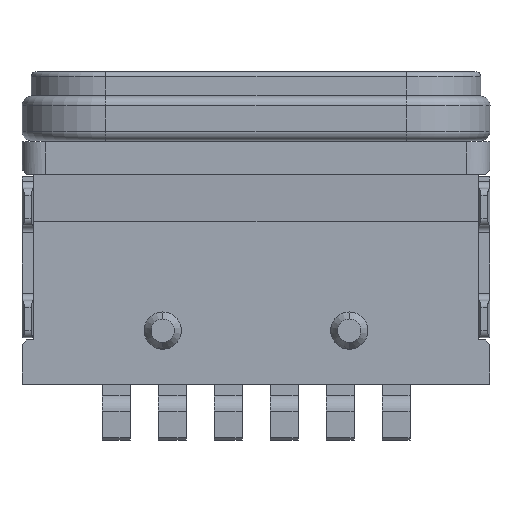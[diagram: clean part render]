
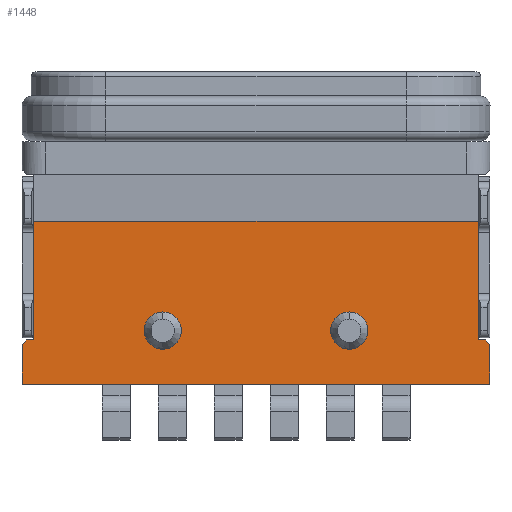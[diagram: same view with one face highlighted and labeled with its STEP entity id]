
A CAD part, front view. The second image highlights one B-rep face of the part: STEP entity #1448.
In plain terms, the highlighted planar face has unit normal (0, -1, 0).
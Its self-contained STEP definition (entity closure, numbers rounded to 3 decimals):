
#1448=ADVANCED_FACE('',(#2447,#2448,#2449),#2046,.F.);
#2046=PLANE('',#15114);
#2447=FACE_BOUND('',#2865,.T.);
#2448=FACE_BOUND('',#2866,.T.);
#2449=FACE_BOUND('',#2867,.T.);
#2865=EDGE_LOOP('',(#5587,#5588,#5589,#5590,#5591,#5592,#5593,#5594,#5595,
#5596,#5597,#5598,#5599,#5600,#5601,#5602,#5603,#5604));
#2866=EDGE_LOOP('',(#5605,#5606));
#2867=EDGE_LOOP('',(#5607,#5608));
#3604=CIRCLE('',#15097,0.4);
#3605=CIRCLE('',#15099,0.4);
#3612=CIRCLE('',#15110,0.4);
#3613=CIRCLE('',#15112,0.4);
#5587=ORIENTED_EDGE('',*,*,#10159,.T.);
#5588=ORIENTED_EDGE('',*,*,#9303,.T.);
#5589=ORIENTED_EDGE('',*,*,#9941,.T.);
#5590=ORIENTED_EDGE('',*,*,#9247,.T.);
#5591=ORIENTED_EDGE('',*,*,#9868,.T.);
#5592=ORIENTED_EDGE('',*,*,#9265,.T.);
#5593=ORIENTED_EDGE('',*,*,#9940,.T.);
#5594=ORIENTED_EDGE('',*,*,#9230,.T.);
#5595=ORIENTED_EDGE('',*,*,#10160,.T.);
#5596=ORIENTED_EDGE('',*,*,#9935,.T.);
#5597=ORIENTED_EDGE('',*,*,#9887,.T.);
#5598=ORIENTED_EDGE('',*,*,#9953,.F.);
#5599=ORIENTED_EDGE('',*,*,#9968,.T.);
#5600=ORIENTED_EDGE('',*,*,#9967,.T.);
#5601=ORIENTED_EDGE('',*,*,#9966,.T.);
#5602=ORIENTED_EDGE('',*,*,#10161,.T.);
#5603=ORIENTED_EDGE('',*,*,#9901,.T.);
#5604=ORIENTED_EDGE('',*,*,#9939,.T.);
#5605=ORIENTED_EDGE('',*,*,#10143,.T.);
#5606=ORIENTED_EDGE('',*,*,#10146,.T.);
#5607=ORIENTED_EDGE('',*,*,#10155,.T.);
#5608=ORIENTED_EDGE('',*,*,#10158,.T.);
#7857=VERTEX_POINT('',#19761);
#7858=VERTEX_POINT('',#19762);
#7874=VERTEX_POINT('',#19796);
#7875=VERTEX_POINT('',#19798);
#7891=VERTEX_POINT('',#19834);
#7892=VERTEX_POINT('',#19835);
#7918=VERTEX_POINT('',#19892);
#7925=VERTEX_POINT('',#19911);
#8307=VERTEX_POINT('',#21206);
#8308=VERTEX_POINT('',#21207);
#8318=VERTEX_POINT('',#21241);
#8319=VERTEX_POINT('',#21242);
#8343=VERTEX_POINT('',#21309);
#8344=VERTEX_POINT('',#21313);
#8351=VERTEX_POINT('',#21343);
#8357=VERTEX_POINT('',#21366);
#8358=VERTEX_POINT('',#21368);
#8359=VERTEX_POINT('',#21370);
#8458=VERTEX_POINT('',#21733);
#8459=VERTEX_POINT('',#21734);
#8466=VERTEX_POINT('',#21758);
#8467=VERTEX_POINT('',#21759);
#9230=EDGE_CURVE('',#7857,#7858,#11247,.T.);
#9247=EDGE_CURVE('',#7875,#7874,#11257,.T.);
#9265=EDGE_CURVE('',#7891,#7892,#11268,.T.);
#9303=EDGE_CURVE('',#7918,#7925,#11296,.T.);
#9868=EDGE_CURVE('',#7874,#7891,#11683,.T.);
#9887=EDGE_CURVE('',#8307,#8308,#11692,.T.);
#9901=EDGE_CURVE('',#8318,#8319,#11699,.T.);
#9935=EDGE_CURVE('',#8343,#8307,#11720,.T.);
#9939=EDGE_CURVE('',#8319,#8344,#11724,.T.);
#9940=EDGE_CURVE('',#7892,#7857,#11725,.T.);
#9941=EDGE_CURVE('',#7925,#7875,#11726,.T.);
#9953=EDGE_CURVE('',#8351,#8308,#11733,.T.);
#9966=EDGE_CURVE('',#8358,#8357,#11744,.T.);
#9967=EDGE_CURVE('',#8359,#8358,#11745,.T.);
#9968=EDGE_CURVE('',#8351,#8359,#11746,.T.);
#10143=EDGE_CURVE('',#8458,#8459,#3604,.T.);
#10146=EDGE_CURVE('',#8459,#8458,#3605,.T.);
#10155=EDGE_CURVE('',#8466,#8467,#3612,.T.);
#10158=EDGE_CURVE('',#8467,#8466,#3613,.T.);
#10159=EDGE_CURVE('',#8344,#7918,#11856,.T.);
#10160=EDGE_CURVE('',#7858,#8343,#11857,.T.);
#10161=EDGE_CURVE('',#8357,#8318,#11858,.T.);
#11247=LINE('',#19760,#12860);
#11257=LINE('',#19797,#12870);
#11268=LINE('',#19833,#12881);
#11296=LINE('',#19910,#12909);
#11683=LINE('',#21160,#13296);
#11692=LINE('',#21205,#13305);
#11699=LINE('',#21240,#13312);
#11720=LINE('',#21308,#13333);
#11724=LINE('',#21314,#13337);
#11725=LINE('',#21316,#13338);
#11726=LINE('',#21318,#13339);
#11733=LINE('',#21342,#13346);
#11744=LINE('',#21367,#13357);
#11745=LINE('',#21369,#13358);
#11746=LINE('',#21371,#13359);
#11856=LINE('',#21765,#13469);
#11857=LINE('',#21766,#13470);
#11858=LINE('',#21767,#13471);
#12860=VECTOR('',#15807,1.);
#12870=VECTOR('',#15835,1.);
#12881=VECTOR('',#15864,1.);
#12909=VECTOR('',#15922,1.);
#13296=VECTOR('',#17027,1.);
#13305=VECTOR('',#17064,1.);
#13312=VECTOR('',#17089,1.);
#13333=VECTOR('',#17154,1.);
#13337=VECTOR('',#17158,1.);
#13338=VECTOR('',#17161,1.);
#13339=VECTOR('',#17164,1.);
#13346=VECTOR('',#17193,1.);
#13357=VECTOR('',#17218,1.);
#13358=VECTOR('',#17219,1.);
#13359=VECTOR('',#17220,1.);
#13469=VECTOR('',#17634,1.);
#13470=VECTOR('',#17635,1.);
#13471=VECTOR('',#17636,1.);
#15097=AXIS2_PLACEMENT_3D('',#21732,#17594,#17595);
#15099=AXIS2_PLACEMENT_3D('',#21738,#17600,#17601);
#15110=AXIS2_PLACEMENT_3D('',#21757,#17624,#17625);
#15112=AXIS2_PLACEMENT_3D('',#21763,#17630,#17631);
#15114=AXIS2_PLACEMENT_3D('',#21768,#17637,#17638);
#15807=DIRECTION('',(0.,0.,-1.));
#15835=DIRECTION('',(0.,0.,1.));
#15864=DIRECTION('',(0.,0.,-1.));
#15922=DIRECTION('',(0.,0.,1.));
#17027=DIRECTION('',(-1.,0.,0.));
#17064=DIRECTION('',(-0.707,0.,-0.707));
#17089=DIRECTION('',(-0.707,0.,0.707));
#17154=DIRECTION('',(-1.,0.,0.));
#17158=DIRECTION('',(-1.,0.,0.));
#17161=DIRECTION('',(0.,0.,-1.));
#17164=DIRECTION('',(0.,0.,1.));
#17193=DIRECTION('',(0.,0.,1.));
#17218=DIRECTION('',(1.,0.,0.));
#17219=DIRECTION('',(1.,0.,0.));
#17220=DIRECTION('',(1.,0.,0.));
#17594=DIRECTION('',(0.,1.,0.));
#17595=DIRECTION('',(1.,0.,0.));
#17600=DIRECTION('',(0.,1.,0.));
#17601=DIRECTION('',(-1.,0.,0.));
#17624=DIRECTION('',(0.,1.,0.));
#17625=DIRECTION('',(1.,0.,0.));
#17630=DIRECTION('',(0.,1.,0.));
#17631=DIRECTION('',(-1.,0.,0.));
#17634=DIRECTION('',(0.,0.,1.));
#17635=DIRECTION('',(0.,0.,-1.));
#17636=DIRECTION('',(0.,0.,1.));
#17637=DIRECTION('',(0.,1.,0.));
#17638=DIRECTION('',(-1.,0.,0.));
#19760=CARTESIAN_POINT('',(-25.263,-32.397,37.187));
#19761=CARTESIAN_POINT('',(-25.263,-32.397,39.065));
#19762=CARTESIAN_POINT('',(-25.263,-32.397,38.267));
#19796=CARTESIAN_POINT('',(-15.723,-32.397,40.767));
#19797=CARTESIAN_POINT('',(-15.723,-32.397,37.187));
#19798=CARTESIAN_POINT('',(-15.723,-32.397,40.667));
#19833=CARTESIAN_POINT('',(-25.263,-32.397,37.187));
#19834=CARTESIAN_POINT('',(-25.263,-32.397,40.767));
#19835=CARTESIAN_POINT('',(-25.263,-32.397,40.667));
#19892=CARTESIAN_POINT('',(-15.723,-32.397,38.267));
#19910=CARTESIAN_POINT('',(-15.723,-32.397,37.187));
#19911=CARTESIAN_POINT('',(-15.723,-32.397,39.065));
#21160=CARTESIAN_POINT('',(69.183,-32.397,40.767));
#21205=CARTESIAN_POINT('',(-25.513,-32.397,38.117));
#21206=CARTESIAN_POINT('',(-25.413,-32.397,38.217));
#21207=CARTESIAN_POINT('',(-25.513,-32.397,38.117));
#21240=CARTESIAN_POINT('',(-15.473,-32.397,38.117));
#21241=CARTESIAN_POINT('',(-15.473,-32.397,38.117));
#21242=CARTESIAN_POINT('',(-15.573,-32.397,38.217));
#21308=CARTESIAN_POINT('',(-23.841,-32.397,38.217));
#21309=CARTESIAN_POINT('',(-25.263,-32.397,38.217));
#21313=CARTESIAN_POINT('',(-15.723,-32.397,38.217));
#21314=CARTESIAN_POINT('',(-23.841,-32.397,38.217));
#21316=CARTESIAN_POINT('',(-25.263,-32.397,37.187));
#21318=CARTESIAN_POINT('',(-15.723,-32.397,37.187));
#21342=CARTESIAN_POINT('',(-25.513,-32.397,42.673));
#21343=CARTESIAN_POINT('',(-25.513,-32.397,37.267));
#21366=CARTESIAN_POINT('',(-15.473,-32.397,37.267));
#21367=CARTESIAN_POINT('',(-23.841,-32.397,37.267));
#21368=CARTESIAN_POINT('',(-17.273,-32.397,37.267));
#21369=CARTESIAN_POINT('',(-17.273,-32.397,37.267));
#21370=CARTESIAN_POINT('',(-23.713,-32.397,37.267));
#21371=CARTESIAN_POINT('',(-23.841,-32.397,37.267));
#21732=CARTESIAN_POINT('',(-18.493,-32.397,38.417));
#21733=CARTESIAN_POINT('',(-18.093,-32.397,38.417));
#21734=CARTESIAN_POINT('',(-18.892,-32.397,38.417));
#21738=CARTESIAN_POINT('',(-18.493,-32.397,38.417));
#21757=CARTESIAN_POINT('',(-22.493,-32.397,38.417));
#21758=CARTESIAN_POINT('',(-22.093,-32.397,38.417));
#21759=CARTESIAN_POINT('',(-22.892,-32.397,38.417));
#21763=CARTESIAN_POINT('',(-22.493,-32.397,38.417));
#21765=CARTESIAN_POINT('',(-15.723,-32.397,37.187));
#21766=CARTESIAN_POINT('',(-25.263,-32.397,37.187));
#21767=CARTESIAN_POINT('',(-15.473,-32.397,42.851));
#21768=CARTESIAN_POINT('',(-23.841,-32.397,37.187));
